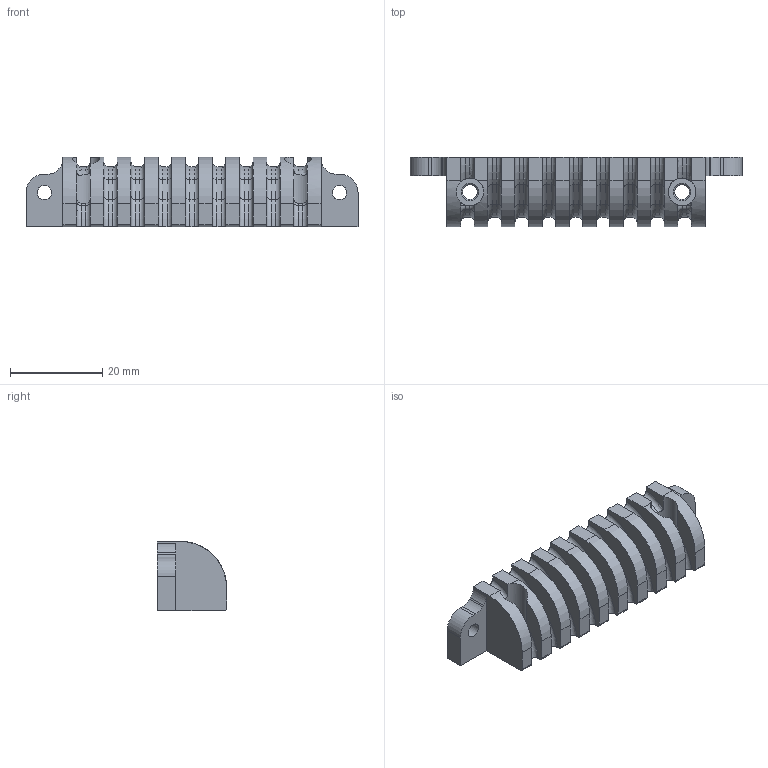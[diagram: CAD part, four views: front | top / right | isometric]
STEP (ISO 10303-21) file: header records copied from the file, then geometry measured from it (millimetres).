
FILE_DESCRIPTION( ( 'STEP AP203' ), '1' );
FILE_NAME( ' ', ' ', ( ' ' ), ( ' ' ), 'PSStep 10.0', ' ', ' ' );
FILE_SCHEMA( ( 'CONFIG_CONTROL_DESIGN' ) );
Length unit declared in the file: millimetre
Products named in the file (1): 1
Bounding box: 72 x 15 x 15 mm (x, y, z)
Volume: 8678.3 mm3; surface area: 5657 mm2
Topology: 1 solids, 1 shells, 193 faces, 542 edges, 351 vertices
Faces by surface type: cylinder 76, plane 75, torus 40, cone 2
Full cylindrical faces by diameter (mm): 3.1 x2, 3.25 x2
Entity records: 6576 total; most frequent: CARTESIAN_POINT 1499, DIRECTION 1068, ORIENTED_EDGE 1068, EDGE_CURVE 534, AXIS2_PLACEMENT_3D 392, VERTEX_POINT 349, LINE 284, VECTOR 284
